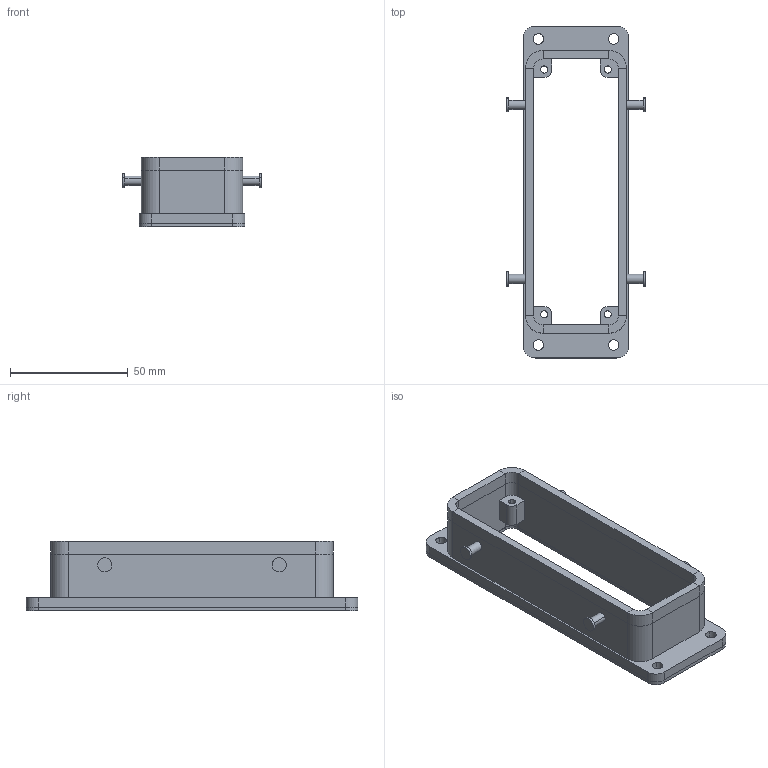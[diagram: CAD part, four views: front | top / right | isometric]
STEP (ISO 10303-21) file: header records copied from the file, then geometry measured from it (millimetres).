
FILE_DESCRIPTION(('CATIA V5 STEP Exchange','CAx-IF Rec.Pracs.--- Model Styling and Organization---1.4--- 2014-01-23'),'2;1');
FILE_NAME ('13419508_2', '2019-07-25T14:49:32+00:00', ('none'), ('Weidmueller'), 'CATIA Version 5-6 Release 2016 SP3 HF44', 'CATIA V5 STEP AP214', 'none');
FILE_SCHEMA(('AUTOMOTIVE_DESIGN { 1 0 10303 214 1 1 1 1 }'));
Length unit declared in the file: millimetre
Products named in the file (1): 1967910000
Bounding box: 59 x 141 x 29.5 mm (x, y, z)
Volume: 39761.2 mm3; surface area: 30528.2 mm2
Topology: 3 solids, 3 shells, 149 faces, 376 edges, 240 vertices
Faces by surface type: cylinder 76, plane 73
Entity records: 4675 total; most frequent: CARTESIAN_POINT 1174, ORIENTED_EDGE 752, DIRECTION 568, EDGE_CURVE 376, VERTEX_POINT 240, AXIS2_PLACEMENT_3D 236, VECTOR 224, LINE 224
